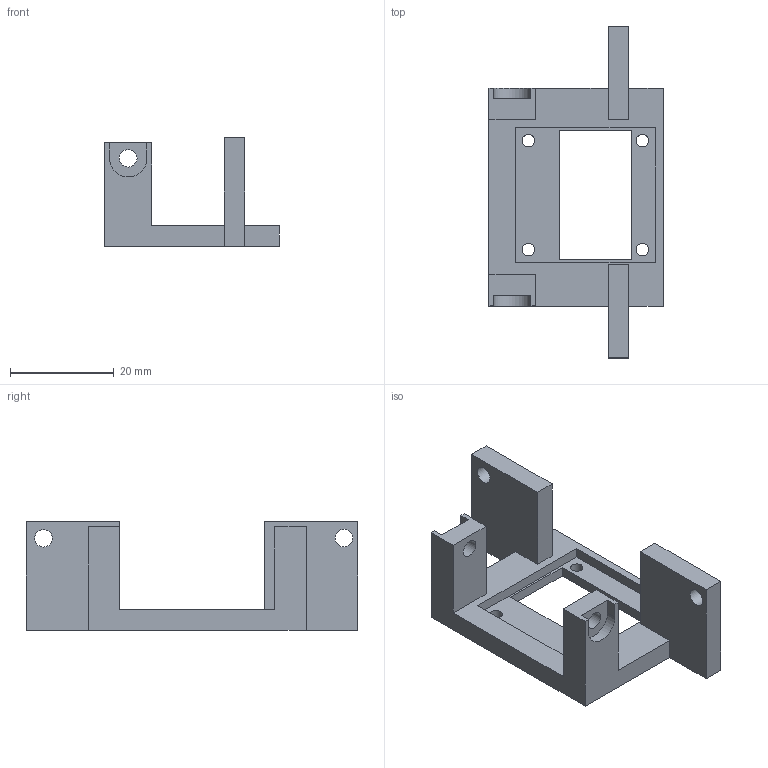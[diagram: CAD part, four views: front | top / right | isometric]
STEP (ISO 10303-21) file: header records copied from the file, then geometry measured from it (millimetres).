
FILE_DESCRIPTION(/* description */ (''),/* implementation_level */ '2;1');
FILE_NAME(/* name */ 'Front Body.step',/* time_stamp */ '2023-07-08T19:46:53+03:00',/* author */ (''),/* organization */ (''),/* preprocessor_version */ 'ST-DEVELOPER v19.2',/* originating_system */ 'Autodesk Translation Framework v12.6.0.85',/* authorisation */ '');
FILE_SCHEMA (('AUTOMOTIVE_DESIGN { 1 0 10303 214 3 1 1 }'));
Length unit declared in the file: millimetre
Products named in the file (2): Front Body; Front Body_1
Assembly tree (1 placements, depth 2):
  Front Body
    Front Body_1
Bounding box: 33.6 x 64 x 21 mm (x, y, z)
Volume: 7719.5 mm3; surface area: 6066 mm2
Topology: 1 solids, 1 shells, 49 faces, 138 edges, 92 vertices
Faces by surface type: plane 39, cylinder 10
Full cylindrical faces by diameter (mm): 2.4 x4, 3.4 x4
Entity records: 1661 total; most frequent: CARTESIAN_POINT 282, ORIENTED_EDGE 276, DIRECTION 262, EDGE_CURVE 138, LINE 118, VECTOR 118, VERTEX_POINT 92, AXIS2_PLACEMENT_3D 72
